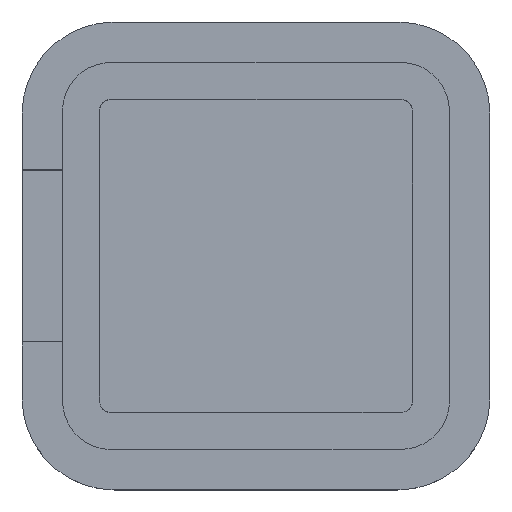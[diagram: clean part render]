
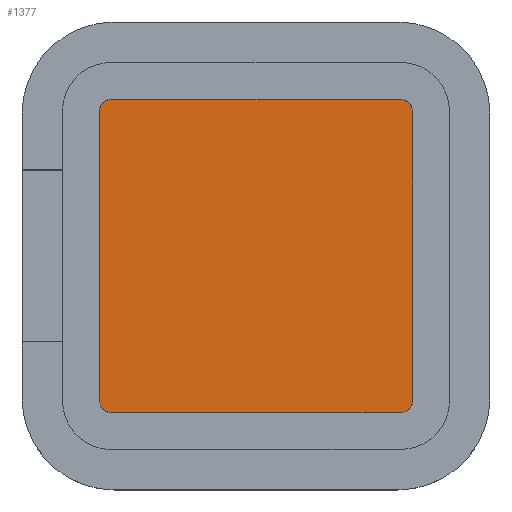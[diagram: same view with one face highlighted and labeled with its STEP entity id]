
A CAD part, top view. The second image highlights one B-rep face of the part: STEP entity #1377.
In plain terms, the highlighted planar face has unit normal (0, 0, 1).
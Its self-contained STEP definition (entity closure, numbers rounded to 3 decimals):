
#31=CIRCLE('',#1462,3.716);
#33=CIRCLE('',#1466,3.716);
#35=CIRCLE('',#1471,3.716);
#37=CIRCLE('',#1476,3.716);
#89=FACE_OUTER_BOUND('',#166,.T.);
#166=EDGE_LOOP('',(#947,#948,#949,#950,#951,#952,#953,#954,#955,#956,#957));
#237=LINE('',#1980,#404);
#241=LINE('',#1987,#408);
#245=LINE('',#1999,#412);
#249=LINE('',#2011,#416);
#252=LINE('',#2017,#419);
#256=LINE('',#2029,#423);
#259=LINE('',#2035,#426);
#404=VECTOR('',#1580,10.);
#408=VECTOR('',#1586,10.);
#412=VECTOR('',#1598,10.);
#416=VECTOR('',#1610,10.);
#419=VECTOR('',#1615,10.);
#423=VECTOR('',#1627,10.);
#426=VECTOR('',#1632,10.);
#571=VERTEX_POINT('',#1977);
#572=VERTEX_POINT('',#1979);
#574=VERTEX_POINT('',#1985);
#576=VERTEX_POINT('',#1991);
#578=VERTEX_POINT('',#1997);
#580=VERTEX_POINT('',#2003);
#582=VERTEX_POINT('',#2009);
#584=VERTEX_POINT('',#2015);
#586=VERTEX_POINT('',#2021);
#588=VERTEX_POINT('',#2027);
#590=VERTEX_POINT('',#2033);
#702=EDGE_CURVE('',#571,#572,#237,.T.);
#706=EDGE_CURVE('',#574,#571,#241,.T.);
#709=EDGE_CURVE('',#576,#574,#31,.T.);
#712=EDGE_CURVE('',#578,#576,#245,.T.);
#715=EDGE_CURVE('',#580,#578,#33,.T.);
#718=EDGE_CURVE('',#582,#580,#249,.T.);
#721=EDGE_CURVE('',#584,#582,#252,.T.);
#724=EDGE_CURVE('',#586,#584,#35,.T.);
#727=EDGE_CURVE('',#588,#586,#256,.T.);
#730=EDGE_CURVE('',#590,#588,#259,.T.);
#732=EDGE_CURVE('',#572,#590,#37,.T.);
#947=ORIENTED_EDGE('',*,*,#732,.F.);
#948=ORIENTED_EDGE('',*,*,#702,.F.);
#949=ORIENTED_EDGE('',*,*,#706,.F.);
#950=ORIENTED_EDGE('',*,*,#709,.F.);
#951=ORIENTED_EDGE('',*,*,#712,.F.);
#952=ORIENTED_EDGE('',*,*,#715,.F.);
#953=ORIENTED_EDGE('',*,*,#718,.F.);
#954=ORIENTED_EDGE('',*,*,#721,.F.);
#955=ORIENTED_EDGE('',*,*,#724,.F.);
#956=ORIENTED_EDGE('',*,*,#727,.F.);
#957=ORIENTED_EDGE('',*,*,#730,.F.);
#1316=PLANE('',#1477);
#1377=ADVANCED_FACE('',(#89),#1316,.T.);
#1462=AXIS2_PLACEMENT_3D('',#1993,#1592,#1593);
#1466=AXIS2_PLACEMENT_3D('',#2005,#1604,#1605);
#1471=AXIS2_PLACEMENT_3D('',#2023,#1621,#1622);
#1476=AXIS2_PLACEMENT_3D('',#2038,#1637,#1638);
#1477=AXIS2_PLACEMENT_3D('',#2039,#1639,#1640);
#1580=DIRECTION('',(-0.043,-0.999,0.));
#1586=DIRECTION('',(0.,-1.,0.));
#1592=DIRECTION('center_axis',(0.,0.,-1.));
#1593=DIRECTION('ref_axis',(1.,0.,0.));
#1598=DIRECTION('',(1.,0.,0.));
#1604=DIRECTION('center_axis',(0.,0.,-1.));
#1605=DIRECTION('ref_axis',(0.,1.,0.));
#1610=DIRECTION('',(0.043,0.999,0.));
#1615=DIRECTION('',(0.,1.,0.));
#1621=DIRECTION('center_axis',(0.,0.,-1.));
#1622=DIRECTION('ref_axis',(-1.,0.,0.));
#1627=DIRECTION('',(-0.999,0.043,0.));
#1632=DIRECTION('',(-1.,0.,0.));
#1637=DIRECTION('center_axis',(0.,0.,-1.));
#1638=DIRECTION('ref_axis',(0.,-1.,0.));
#1639=DIRECTION('center_axis',(0.,0.,1.));
#1640=DIRECTION('ref_axis',(-1.,0.,0.));
#1977=CARTESIAN_POINT('',(29.849,-24.602,-47.5));
#1979=CARTESIAN_POINT('',(29.819,-25.292,-47.5));
#1980=CARTESIAN_POINT('',(29.819,-25.292,-47.5));
#1985=CARTESIAN_POINT('',(29.849,69.669,-47.5));
#1987=CARTESIAN_POINT('',(29.849,-24.602,-47.5));
#1991=CARTESIAN_POINT('',(26.133,73.385,-47.5));
#1993=CARTESIAN_POINT('Origin',(26.133,69.669,-47.5));
#1997=CARTESIAN_POINT('',(-68.355,73.385,-47.5));
#1999=CARTESIAN_POINT('',(26.133,73.385,-47.5));
#2003=CARTESIAN_POINT('',(-72.041,70.142,-47.5));
#2005=CARTESIAN_POINT('Origin',(-68.355,69.669,-47.5));
#2009=CARTESIAN_POINT('',(-72.071,69.452,-47.5));
#2011=CARTESIAN_POINT('',(-72.041,70.142,-47.5));
#2015=CARTESIAN_POINT('',(-72.071,-24.819,-47.5));
#2017=CARTESIAN_POINT('',(-72.071,69.452,-47.5));
#2021=CARTESIAN_POINT('',(-68.828,-28.505,-47.5));
#2023=CARTESIAN_POINT('Origin',(-68.355,-24.819,-47.5));
#2027=CARTESIAN_POINT('',(-68.138,-28.535,-47.5));
#2029=CARTESIAN_POINT('',(-68.828,-28.505,-47.5));
#2033=CARTESIAN_POINT('',(26.133,-28.535,-47.5));
#2035=CARTESIAN_POINT('',(-68.138,-28.535,-47.5));
#2038=CARTESIAN_POINT('Origin',(26.133,-24.819,-47.5));
#2039=CARTESIAN_POINT('Origin',(-21.111,22.425,-47.5));
